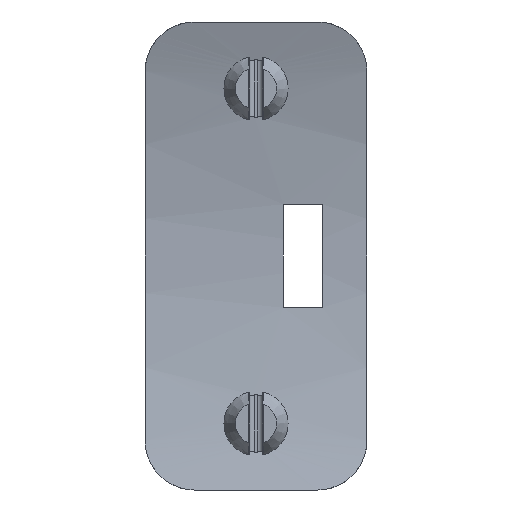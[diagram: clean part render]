
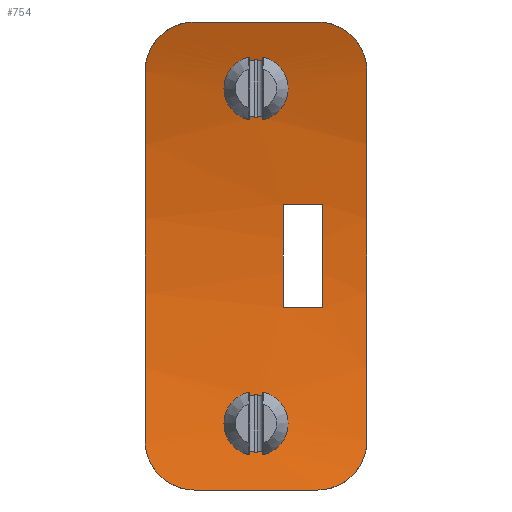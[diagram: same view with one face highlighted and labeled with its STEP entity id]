
A CAD part, front view. The second image highlights one B-rep face of the part: STEP entity #754.
In plain terms, the highlighted cylindrical face has radius 30 mm (diameter 60 mm), a partial arc.
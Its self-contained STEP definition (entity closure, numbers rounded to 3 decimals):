
#46=CYLINDRICAL_SURFACE('',#847,30.);
#66=B_SPLINE_CURVE_WITH_KNOTS('',3,(#1173,#1174,#1175,#1176,#1177,#1178,
#1179,#1180,#1181,#1182,#1183),.UNSPECIFIED.,.T.,.F.,(1,1,1,1,1,1,1,1,1,
1,1,1,1,1,1),(-0.003,-0.002,-0.001,
0.,0.001,0.002,0.003,0.004,
0.005,0.006,0.006,0.007,
0.008,0.009,0.01),
 .UNSPECIFIED.);
#79=B_SPLINE_CURVE_WITH_KNOTS('',3,(#1286,#1287,#1288,#1289,#1290,#1291,
#1292,#1293,#1294,#1295,#1296),.UNSPECIFIED.,.T.,.F.,(1,1,1,1,1,1,1,1,1,
1,1,1,1,1,1),(-0.003,-0.002,-0.001,
0.,0.001,0.002,0.003,0.004,
0.005,0.006,0.006,0.007,
0.008,0.009,0.01),
 .UNSPECIFIED.);
#84=B_SPLINE_CURVE_WITH_KNOTS('',3,(#1329,#1330,#1331,#1332,#1333),
 .UNSPECIFIED.,.F.,.F.,(4,1,4),(0.,0.002,
0.003),.UNSPECIFIED.);
#85=B_SPLINE_CURVE_WITH_KNOTS('',3,(#1338,#1339,#1340,#1341,#1342),
 .UNSPECIFIED.,.F.,.F.,(4,1,4),(0.,0.002,0.003),
 .UNSPECIFIED.);
#86=B_SPLINE_CURVE_WITH_KNOTS('',3,(#1346,#1347,#1348,#1349,#1350),
 .UNSPECIFIED.,.F.,.F.,(4,1,4),(0.,0.002,
0.003),.UNSPECIFIED.);
#87=B_SPLINE_CURVE_WITH_KNOTS('',3,(#1354,#1355,#1356,#1357,#1358),
 .UNSPECIFIED.,.F.,.F.,(4,1,4),(0.,0.002,0.003),
 .UNSPECIFIED.);
#124=CIRCLE('',#848,30.);
#125=CIRCLE('',#849,30.);
#126=CIRCLE('',#850,30.);
#127=CIRCLE('',#851,30.);
#214=ORIENTED_EDGE('',*,*,#430,.F.);
#215=ORIENTED_EDGE('',*,*,#431,.F.);
#216=ORIENTED_EDGE('',*,*,#432,.F.);
#217=ORIENTED_EDGE('',*,*,#433,.T.);
#218=ORIENTED_EDGE('',*,*,#434,.F.);
#219=ORIENTED_EDGE('',*,*,#435,.T.);
#220=ORIENTED_EDGE('',*,*,#436,.F.);
#221=ORIENTED_EDGE('',*,*,#437,.F.);
#222=ORIENTED_EDGE('',*,*,#438,.T.);
#223=ORIENTED_EDGE('',*,*,#439,.T.);
#224=ORIENTED_EDGE('',*,*,#440,.T.);
#225=ORIENTED_EDGE('',*,*,#441,.T.);
#226=ORIENTED_EDGE('',*,*,#386,.T.);
#227=ORIENTED_EDGE('',*,*,#419,.T.);
#386=EDGE_CURVE('',#496,#496,#66,.T.);
#419=EDGE_CURVE('',#521,#521,#79,.T.);
#430=EDGE_CURVE('',#530,#531,#84,.T.);
#431=EDGE_CURVE('',#532,#530,#562,.T.);
#432=EDGE_CURVE('',#533,#532,#85,.T.);
#433=EDGE_CURVE('',#533,#534,#124,.T.);
#434=EDGE_CURVE('',#535,#534,#86,.T.);
#435=EDGE_CURVE('',#535,#536,#563,.T.);
#436=EDGE_CURVE('',#537,#536,#87,.T.);
#437=EDGE_CURVE('',#531,#537,#125,.T.);
#438=EDGE_CURVE('',#538,#539,#564,.T.);
#439=EDGE_CURVE('',#539,#540,#126,.T.);
#440=EDGE_CURVE('',#540,#541,#565,.F.);
#441=EDGE_CURVE('',#541,#538,#127,.T.);
#496=VERTEX_POINT('',#1184);
#521=VERTEX_POINT('',#1297);
#530=VERTEX_POINT('',#1334);
#531=VERTEX_POINT('',#1335);
#532=VERTEX_POINT('',#1337);
#533=VERTEX_POINT('',#1343);
#534=VERTEX_POINT('',#1345);
#535=VERTEX_POINT('',#1351);
#536=VERTEX_POINT('',#1353);
#537=VERTEX_POINT('',#1359);
#538=VERTEX_POINT('',#1362);
#539=VERTEX_POINT('',#1363);
#540=VERTEX_POINT('',#1365);
#541=VERTEX_POINT('',#1367);
#562=LINE('',#1336,#592);
#563=LINE('',#1352,#593);
#564=LINE('',#1361,#594);
#565=LINE('',#1366,#595);
#592=VECTOR('',#1001,1000.);
#593=VECTOR('',#1004,1000.);
#594=VECTOR('',#1007,1000.);
#595=VECTOR('',#1010,1000.);
#638=EDGE_LOOP('',(#214,#215,#216,#217,#218,#219,#220,#221));
#639=EDGE_LOOP('',(#222,#223,#224,#225));
#640=EDGE_LOOP('',(#226));
#641=EDGE_LOOP('',(#227));
#688=FACE_BOUND('',#638,.T.);
#689=FACE_BOUND('',#639,.T.);
#690=FACE_BOUND('',#640,.T.);
#691=FACE_BOUND('',#641,.T.);
#754=ADVANCED_FACE('',(#688,#689,#690,#691),#46,.F.);
#847=AXIS2_PLACEMENT_3D('',#1328,#999,#1000);
#848=AXIS2_PLACEMENT_3D('',#1344,#1002,#1003);
#849=AXIS2_PLACEMENT_3D('',#1360,#1005,#1006);
#850=AXIS2_PLACEMENT_3D('',#1364,#1008,#1009);
#851=AXIS2_PLACEMENT_3D('',#1368,#1011,#1012);
#999=DIRECTION('',(-1.,0.,0.));
#1000=DIRECTION('',(0.,0.,1.));
#1001=DIRECTION('',(-1.,0.,0.));
#1002=DIRECTION('',(1.,0.,0.));
#1003=DIRECTION('',(0.,0.,-1.));
#1004=DIRECTION('',(-1.,0.,0.));
#1005=DIRECTION('',(1.,0.,0.));
#1006=DIRECTION('',(0.,0.,-1.));
#1007=DIRECTION('',(-1.,0.,0.));
#1008=DIRECTION('',(1.,0.,0.));
#1009=DIRECTION('',(0.,0.,-1.));
#1010=DIRECTION('',(-1.,0.,0.));
#1011=DIRECTION('',(-1.,0.,0.));
#1012=DIRECTION('',(0.,0.,1.));
#1173=CARTESIAN_POINT('',(-0.921,2.917,-5.901));
#1174=CARTESIAN_POINT('',(0.,2.989,-5.509));
#1175=CARTESIAN_POINT('',(0.92,2.917,-5.901));
#1176=CARTESIAN_POINT('',(1.281,2.724,-6.805));
#1177=CARTESIAN_POINT('',(0.917,2.498,-7.699));
#1178=CARTESIAN_POINT('',(0.001,2.388,-8.09));
#1179=CARTESIAN_POINT('',(-0.916,2.498,-7.701));
#1180=CARTESIAN_POINT('',(-1.281,2.724,-6.806));
#1181=CARTESIAN_POINT('',(-0.921,2.917,-5.901));
#1182=CARTESIAN_POINT('',(0.,2.989,-5.509));
#1183=CARTESIAN_POINT('',(0.92,2.917,-5.901));
#1184=CARTESIAN_POINT('',(0.,2.965,-5.64));
#1286=CARTESIAN_POINT('',(-0.918,2.498,7.699));
#1287=CARTESIAN_POINT('',(0.,2.388,8.09));
#1288=CARTESIAN_POINT('',(0.917,2.498,7.699));
#1289=CARTESIAN_POINT('',(1.281,2.724,6.806));
#1290=CARTESIAN_POINT('',(0.92,2.917,5.901));
#1291=CARTESIAN_POINT('',(0.,2.989,5.51));
#1292=CARTESIAN_POINT('',(-0.919,2.917,5.899));
#1293=CARTESIAN_POINT('',(-1.281,2.724,6.805));
#1294=CARTESIAN_POINT('',(-0.918,2.498,7.699));
#1295=CARTESIAN_POINT('',(0.,2.388,8.09));
#1296=CARTESIAN_POINT('',(0.917,2.498,7.699));
#1297=CARTESIAN_POINT('',(0.,2.425,7.96));
#1328=CARTESIAN_POINT('',(4.5,-26.5,0.));
#1329=CARTESIAN_POINT('',(-2.5,1.956,-9.5));
#1330=CARTESIAN_POINT('',(-3.039,1.956,-9.5));
#1331=CARTESIAN_POINT('',(-4.083,2.113,-9.043));
#1332=CARTESIAN_POINT('',(-4.5,2.413,-8.022));
#1333=CARTESIAN_POINT('',(-4.5,2.547,-7.5));
#1334=CARTESIAN_POINT('',(-2.5,1.956,-9.5));
#1335=CARTESIAN_POINT('',(-4.5,2.547,-7.5));
#1336=CARTESIAN_POINT('',(4.5,1.956,-9.5));
#1337=CARTESIAN_POINT('',(2.5,1.956,-9.5));
#1338=CARTESIAN_POINT('',(4.5,2.547,-7.5));
#1339=CARTESIAN_POINT('',(4.5,2.413,-8.022));
#1340=CARTESIAN_POINT('',(4.084,2.114,-9.041));
#1341=CARTESIAN_POINT('',(3.04,1.956,-9.5));
#1342=CARTESIAN_POINT('',(2.5,1.956,-9.5));
#1343=CARTESIAN_POINT('',(4.5,2.547,-7.5));
#1344=CARTESIAN_POINT('',(4.5,-26.5,0.));
#1345=CARTESIAN_POINT('',(4.5,2.547,7.5));
#1346=CARTESIAN_POINT('',(2.5,1.956,9.5));
#1347=CARTESIAN_POINT('',(3.039,1.956,9.5));
#1348=CARTESIAN_POINT('',(4.083,2.113,9.043));
#1349=CARTESIAN_POINT('',(4.5,2.413,8.022));
#1350=CARTESIAN_POINT('',(4.5,2.547,7.5));
#1351=CARTESIAN_POINT('',(2.5,1.956,9.5));
#1352=CARTESIAN_POINT('',(4.5,1.956,9.5));
#1353=CARTESIAN_POINT('',(-2.5,1.956,9.5));
#1354=CARTESIAN_POINT('',(-4.5,2.547,7.5));
#1355=CARTESIAN_POINT('',(-4.5,2.413,8.022));
#1356=CARTESIAN_POINT('',(-4.084,2.114,9.041));
#1357=CARTESIAN_POINT('',(-3.04,1.956,9.5));
#1358=CARTESIAN_POINT('',(-2.5,1.956,9.5));
#1359=CARTESIAN_POINT('',(-4.5,2.547,7.5));
#1360=CARTESIAN_POINT('',(-4.5,-26.5,0.));
#1361=CARTESIAN_POINT('',(4.5,3.426,-2.1));
#1362=CARTESIAN_POINT('',(2.7,3.426,-2.1));
#1363=CARTESIAN_POINT('',(1.1,3.426,-2.1));
#1364=CARTESIAN_POINT('',(1.1,-26.5,0.));
#1365=CARTESIAN_POINT('',(1.1,3.426,2.1));
#1366=CARTESIAN_POINT('',(4.5,3.426,2.1));
#1367=CARTESIAN_POINT('',(2.7,3.426,2.1));
#1368=CARTESIAN_POINT('',(2.7,-26.5,0.));
